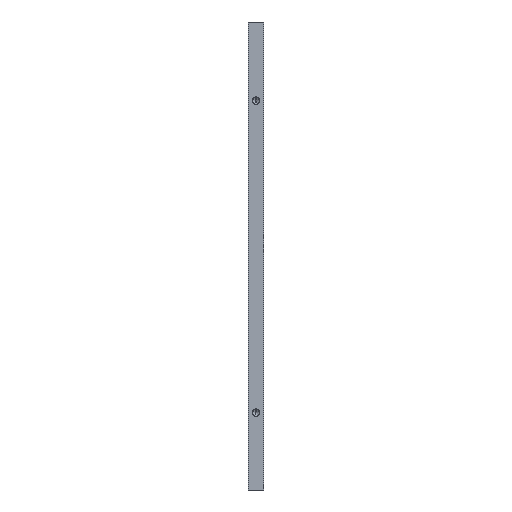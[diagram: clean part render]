
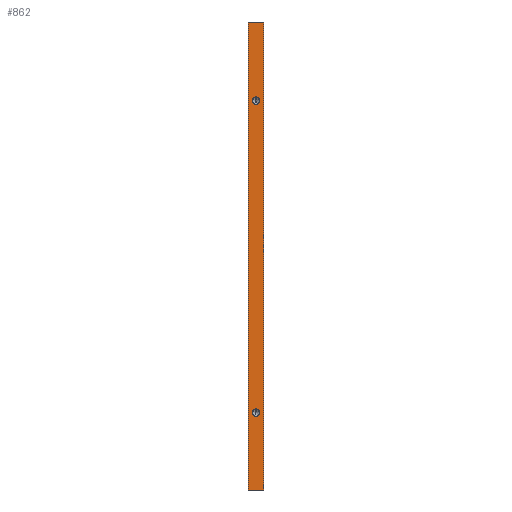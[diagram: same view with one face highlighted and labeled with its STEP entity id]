
A CAD part, left-side view. The second image highlights one B-rep face of the part: STEP entity #862.
In plain terms, the highlighted planar face has unit normal (-1, 0, 0).
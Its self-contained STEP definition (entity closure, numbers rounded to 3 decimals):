
#3 = EDGE_LOOP ( 'NONE', ( #2266, #3058 ) ) ;
#88 = DIRECTION ( 'NONE',  ( -1., 0., 0. ) ) ;
#197 = AXIS2_PLACEMENT_3D ( 'NONE', #3366, #88, #2513 ) ;
#351 = CARTESIAN_POINT ( 'NONE',  ( -170., 92.094, 247. ) ) ;
#426 = CARTESIAN_POINT ( 'NONE',  ( -170., 92.094, 52. ) ) ;
#517 = FACE_BOUND ( 'NONE', #1754, .T. ) ;
#619 = EDGE_LOOP ( 'NONE', ( #1578, #4154, #2486, #1137 ) ) ;
#697 = VERTEX_POINT ( 'NONE', #3216 ) ;
#748 = VERTEX_POINT ( 'NONE', #426 ) ;
#771 = VERTEX_POINT ( 'NONE', #351 ) ;
#847 = EDGE_CURVE ( 'NONE', #771, #2549, #3732, .T. ) ;
#862 = ADVANCED_FACE ( 'NONE', ( #3772, #517, #3450 ), #4175, .T. ) ;
#1066 = DIRECTION ( 'NONE',  ( 0., 1., 0. ) ) ;
#1080 = CIRCLE ( 'NONE', #3995, 2.5 ) ;
#1137 = ORIENTED_EDGE ( 'NONE', *, *, #2263, .T. ) ;
#1155 = DIRECTION ( 'NONE',  ( 0., 0., -1. ) ) ;
#1273 = EDGE_CURVE ( 'NONE', #3114, #748, #4023, .T. ) ;
#1328 = DIRECTION ( 'NONE',  ( -1., 0., 0. ) ) ;
#1412 = AXIS2_PLACEMENT_3D ( 'NONE', #3532, #4294, #2811 ) ;
#1485 = CARTESIAN_POINT ( 'NONE',  ( -170., 97.094, 0. ) ) ;
#1491 = CARTESIAN_POINT ( 'NONE',  ( -170., 92.094, 47. ) ) ;
#1578 = ORIENTED_EDGE ( 'NONE', *, *, #2759, .T. ) ;
#1619 = VECTOR ( 'NONE', #1155, 1000. ) ;
#1648 = CARTESIAN_POINT ( 'NONE',  ( -170., 92.094, 49.5 ) ) ;
#1754 = EDGE_LOOP ( 'NONE', ( #2479, #4134 ) ) ;
#2011 = DIRECTION ( 'NONE',  ( -1., 0., 0. ) ) ;
#2062 = VERTEX_POINT ( 'NONE', #4646 ) ;
#2144 = VERTEX_POINT ( 'NONE', #4244 ) ;
#2206 = LINE ( 'NONE', #2228, #3961 ) ;
#2228 = CARTESIAN_POINT ( 'NONE',  ( -170., 87.094, 0. ) ) ;
#2263 = EDGE_CURVE ( 'NONE', #2144, #2924, #2586, .T. ) ;
#2266 = ORIENTED_EDGE ( 'NONE', *, *, #3764, .F. ) ;
#2365 = CARTESIAN_POINT ( 'NONE',  ( -170., 92.094, 49.5 ) ) ;
#2429 = CARTESIAN_POINT ( 'NONE',  ( -170., 87.094, 0. ) ) ;
#2474 = LINE ( 'NONE', #3223, #4467 ) ;
#2479 = ORIENTED_EDGE ( 'NONE', *, *, #3054, .F. ) ;
#2486 = ORIENTED_EDGE ( 'NONE', *, *, #3105, .T. ) ;
#2513 = DIRECTION ( 'NONE',  ( 0., 0., 1. ) ) ;
#2549 = VERTEX_POINT ( 'NONE', #3884 ) ;
#2575 = VECTOR ( 'NONE', #4432, 1000. ) ;
#2586 = LINE ( 'NONE', #1485, #2575 ) ;
#2594 = LINE ( 'NONE', #2928, #1619 ) ;
#2639 = CARTESIAN_POINT ( 'NONE',  ( -170., 0., 0. ) ) ;
#2690 = DIRECTION ( 'NONE',  ( -1., 0., 0. ) ) ;
#2759 = EDGE_CURVE ( 'NONE', #2924, #2062, #2206, .T. ) ;
#2790 = DIRECTION ( 'NONE',  ( 0., 0., 1. ) ) ;
#2811 = DIRECTION ( 'NONE',  ( 0., 0., 1. ) ) ;
#2924 = VERTEX_POINT ( 'NONE', #2429 ) ;
#2928 = CARTESIAN_POINT ( 'NONE',  ( -170., 97.094, 300. ) ) ;
#3054 = EDGE_CURVE ( 'NONE', #2549, #771, #3482, .T. ) ;
#3058 = ORIENTED_EDGE ( 'NONE', *, *, #1273, .F. ) ;
#3105 = EDGE_CURVE ( 'NONE', #697, #2144, #2594, .T. ) ;
#3114 = VERTEX_POINT ( 'NONE', #1491 ) ;
#3216 = CARTESIAN_POINT ( 'NONE',  ( -170., 97.094, 300. ) ) ;
#3223 = CARTESIAN_POINT ( 'NONE',  ( -170., 87.094, 300. ) ) ;
#3366 = CARTESIAN_POINT ( 'NONE',  ( -170., 92.094, 249.5 ) ) ;
#3450 = FACE_OUTER_BOUND ( 'NONE', #619, .T. ) ;
#3482 = CIRCLE ( 'NONE', #1412, 2.5 ) ;
#3532 = CARTESIAN_POINT ( 'NONE',  ( -170., 92.094, 249.5 ) ) ;
#3611 = DIRECTION ( 'NONE',  ( 0., 0., 1. ) ) ;
#3663 = DIRECTION ( 'NONE',  ( 0., 0., 1. ) ) ;
#3732 = CIRCLE ( 'NONE', #197, 2.5 ) ;
#3764 = EDGE_CURVE ( 'NONE', #748, #3114, #1080, .T. ) ;
#3772 = FACE_BOUND ( 'NONE', #3, .T. ) ;
#3884 = CARTESIAN_POINT ( 'NONE',  ( -170., 92.094, 252. ) ) ;
#3961 = VECTOR ( 'NONE', #3663, 1000. ) ;
#3995 = AXIS2_PLACEMENT_3D ( 'NONE', #1648, #2011, #3611 ) ;
#4023 = CIRCLE ( 'NONE', #4249, 2.5 ) ;
#4109 = DIRECTION ( 'NONE',  ( 0., 0., 1. ) ) ;
#4128 = EDGE_CURVE ( 'NONE', #2062, #697, #2474, .T. ) ;
#4134 = ORIENTED_EDGE ( 'NONE', *, *, #847, .F. ) ;
#4154 = ORIENTED_EDGE ( 'NONE', *, *, #4128, .T. ) ;
#4175 = PLANE ( 'NONE',  #4412 ) ;
#4244 = CARTESIAN_POINT ( 'NONE',  ( -170., 97.094, 0. ) ) ;
#4249 = AXIS2_PLACEMENT_3D ( 'NONE', #2365, #1328, #2790 ) ;
#4294 = DIRECTION ( 'NONE',  ( -1., 0., 0. ) ) ;
#4412 = AXIS2_PLACEMENT_3D ( 'NONE', #2639, #2690, #4109 ) ;
#4432 = DIRECTION ( 'NONE',  ( 0., -1., 0. ) ) ;
#4467 = VECTOR ( 'NONE', #1066, 1000. ) ;
#4646 = CARTESIAN_POINT ( 'NONE',  ( -170., 87.094, 300. ) ) ;
